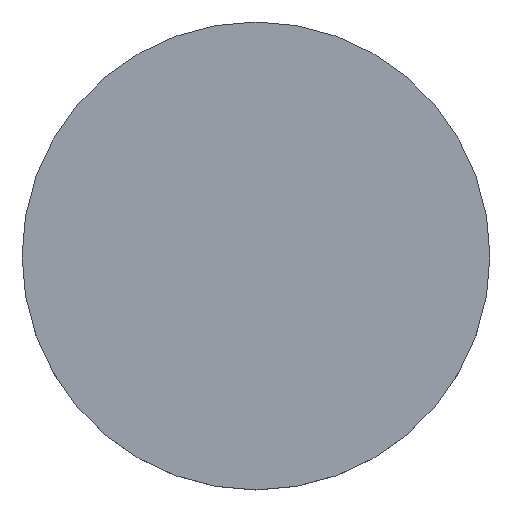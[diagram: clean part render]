
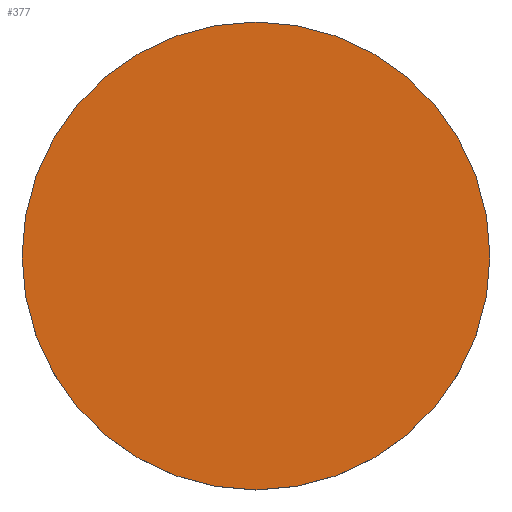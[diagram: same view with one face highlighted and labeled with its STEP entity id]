
A CAD part, top view. The second image highlights one B-rep face of the part: STEP entity #377.
In plain terms, the highlighted planar face has unit normal (0, 0, 1).
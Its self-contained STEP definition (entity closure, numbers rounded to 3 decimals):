
#4 = CARTESIAN_POINT ( 'NONE',  ( 0., 0., 120. ) ) ;
#6 = PLANE ( 'NONE',  #65 ) ;
#41 = AXIS2_PLACEMENT_3D ( 'NONE', #48, #278, #175 ) ;
#48 = CARTESIAN_POINT ( 'NONE',  ( 0., 0., 120. ) ) ;
#57 = EDGE_LOOP ( 'NONE', ( #288, #258 ) ) ;
#65 = AXIS2_PLACEMENT_3D ( 'NONE', #4, #266, #303 ) ;
#124 = AXIS2_PLACEMENT_3D ( 'NONE', #341, #387, #200 ) ;
#138 = CARTESIAN_POINT ( 'NONE',  ( 30., 0., 120. ) ) ;
#175 = DIRECTION ( 'NONE',  ( 1., 0., 0. ) ) ;
#191 = CIRCLE ( 'NONE', #124, 30. ) ;
#200 = DIRECTION ( 'NONE',  ( 1., 0., 0. ) ) ;
#203 = VERTEX_POINT ( 'NONE', #261 ) ;
#250 = CIRCLE ( 'NONE', #41, 30. ) ;
#252 = VERTEX_POINT ( 'NONE', #138 ) ;
#258 = ORIENTED_EDGE ( 'NONE', *, *, #398, .T. ) ;
#261 = CARTESIAN_POINT ( 'NONE',  ( -30., 0., 120. ) ) ;
#266 = DIRECTION ( 'NONE',  ( 0., 0., 1. ) ) ;
#278 = DIRECTION ( 'NONE',  ( 0., 0., 1. ) ) ;
#286 = FACE_OUTER_BOUND ( 'NONE', #57, .T. ) ;
#288 = ORIENTED_EDGE ( 'NONE', *, *, #331, .T. ) ;
#303 = DIRECTION ( 'NONE',  ( 1., 0., 0. ) ) ;
#331 = EDGE_CURVE ( 'NONE', #203, #252, #250, .T. ) ;
#341 = CARTESIAN_POINT ( 'NONE',  ( 0., 0., 120. ) ) ;
#377 = ADVANCED_FACE ( 'NONE', ( #286 ), #6, .T. ) ;
#387 = DIRECTION ( 'NONE',  ( 0., 0., 1. ) ) ;
#398 = EDGE_CURVE ( 'NONE', #252, #203, #191, .T. ) ;
